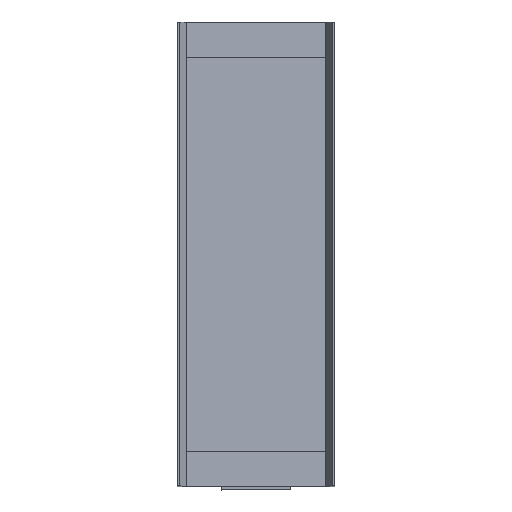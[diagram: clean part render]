
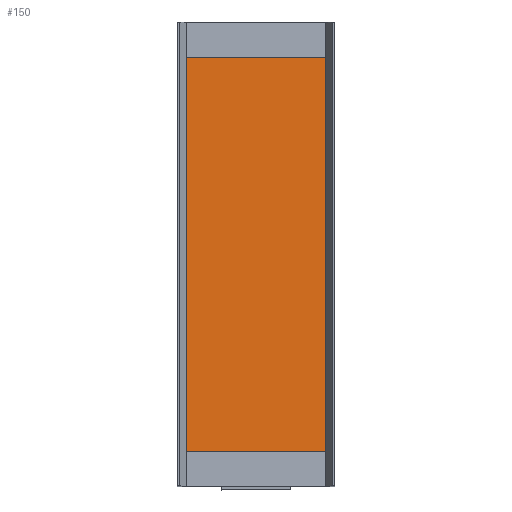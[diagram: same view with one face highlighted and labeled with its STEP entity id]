
A CAD part, front view. The second image highlights one B-rep face of the part: STEP entity #150.
In plain terms, the highlighted planar face has unit normal (0, -0.999, 0.052).
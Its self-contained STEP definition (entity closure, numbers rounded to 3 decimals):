
#150=ADVANCED_FACE('',(#254),#1431,.T.);
#254=FACE_OUTER_BOUND('',#358,.T.);
#358=EDGE_LOOP('',(#462,#463,#464,#465));
#462=ORIENTED_EDGE('',*,*,#875,.T.);
#463=ORIENTED_EDGE('',*,*,#876,.T.);
#464=ORIENTED_EDGE('',*,*,#877,.T.);
#465=ORIENTED_EDGE('',*,*,#878,.T.);
#875=EDGE_CURVE('',#1178,#1179,#1508,.T.);
#876=EDGE_CURVE('',#1179,#1180,#1509,.T.);
#877=EDGE_CURVE('',#1180,#1181,#1510,.T.);
#878=EDGE_CURVE('',#1181,#1178,#1511,.T.);
#1178=VERTEX_POINT('',#2129);
#1179=VERTEX_POINT('',#2130);
#1180=VERTEX_POINT('',#2131);
#1181=VERTEX_POINT('',#2132);
#1431=PLANE('',#1931);
#1508=B_SPLINE_CURVE_WITH_KNOTS('',1,(#2133,#2134),.UNSPECIFIED.,.F.,.F.,
(2,2),(150.,1850.),.UNSPECIFIED.);
#1509=B_SPLINE_CURVE_WITH_KNOTS('',1,(#2135,#2136),.UNSPECIFIED.,.F.,.F.,
(2,2),(0.,600.),.UNSPECIFIED.);
#1510=B_SPLINE_CURVE_WITH_KNOTS('',1,(#2137,#2138),.UNSPECIFIED.,.F.,.F.,
(2,2),(-1850.,-150.),.UNSPECIFIED.);
#1511=B_SPLINE_CURVE_WITH_KNOTS('',1,(#2139,#2140),.UNSPECIFIED.,.F.,.F.,
(2,2),(-600.,0.),.UNSPECIFIED.);
#1931=AXIS2_PLACEMENT_3D('',#2128,#2020,$);
#2020=DIRECTION('',(0.,-0.999,0.052));
#2128=CARTESIAN_POINT('',(261571.684,26978.623,151.251));
#2129=CARTESIAN_POINT('',(261571.684,26978.623,151.251));
#2130=CARTESIAN_POINT('',(261571.684,27067.594,1848.922));
#2131=CARTESIAN_POINT('',(260971.684,27067.594,1848.922));
#2132=CARTESIAN_POINT('',(260971.684,26978.623,151.251));
#2133=CARTESIAN_POINT('',(261571.684,26978.623,151.251));
#2134=CARTESIAN_POINT('',(261571.684,27067.594,1848.922));
#2135=CARTESIAN_POINT('',(261571.684,27067.594,1848.922));
#2136=CARTESIAN_POINT('',(260971.684,27067.594,1848.922));
#2137=CARTESIAN_POINT('',(260971.684,27067.594,1848.922));
#2138=CARTESIAN_POINT('',(260971.684,26978.623,151.251));
#2139=CARTESIAN_POINT('',(260971.684,26978.623,151.251));
#2140=CARTESIAN_POINT('',(261571.684,26978.623,151.251));
